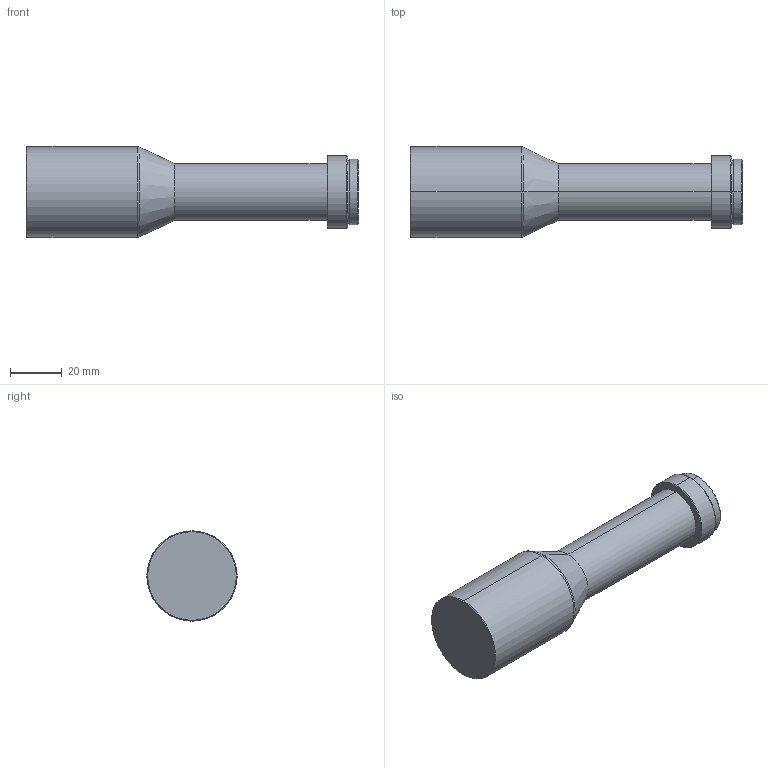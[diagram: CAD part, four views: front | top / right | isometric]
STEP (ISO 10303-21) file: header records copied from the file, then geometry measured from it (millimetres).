
FILE_DESCRIPTION (( 'STEP AP203' ), '1' );
FILE_NAME ('WWH40-110ATV2.STEP', '2020-01-09T05:49:24', ( 'Windows 蚚誧' ), ( '' ), 'SwSTEP 2.0', 'SolidWorks 2017', '' );
FILE_SCHEMA (( 'CONFIG_CONTROL_DESIGN' ));
Length unit declared in the file: millimetre
Products named in the file (1): WWH40-110ATV2
Bounding box: 128.8 x 35 x 35 mm (x, y, z)
Volume: 80504.2 mm3; surface area: 13119.1 mm2
Topology: 1 solids, 1 shells, 27 faces, 52 edges, 30 vertices
Faces by surface type: cylinder 10, cone 10, plane 5, torus 2
Entity records: 763 total; most frequent: DIRECTION 140, CARTESIAN_POINT 110, ORIENTED_EDGE 104, AXIS2_PLACEMENT_3D 60, EDGE_CURVE 52, CIRCLE 32, VERTEX_POINT 30, EDGE_LOOP 30
